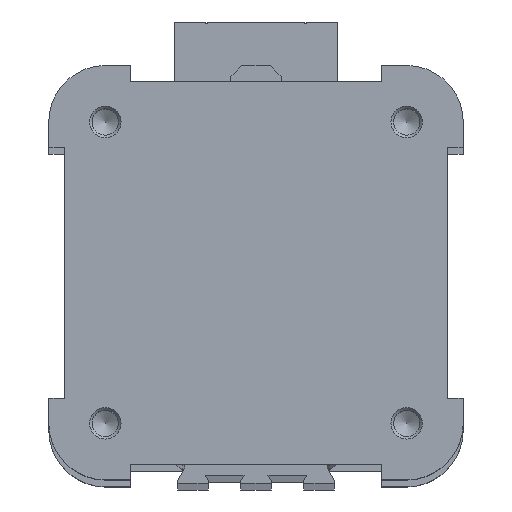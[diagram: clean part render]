
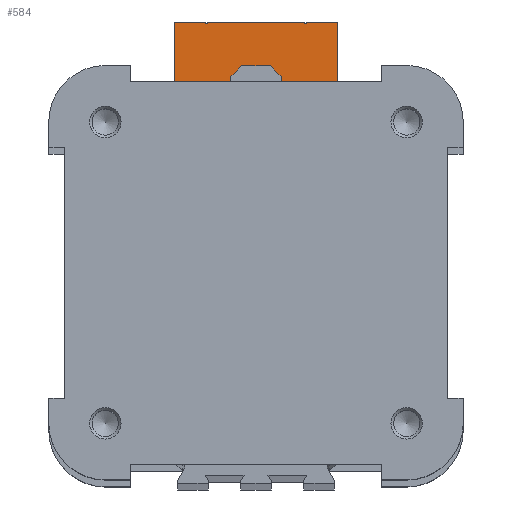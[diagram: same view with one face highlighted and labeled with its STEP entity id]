
A CAD part, top view. The second image highlights one B-rep face of the part: STEP entity #584.
In plain terms, the highlighted planar face has unit normal (0, 0, 1).
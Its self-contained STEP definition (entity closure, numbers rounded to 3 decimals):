
#584 = ADVANCED_FACE( '', ( #1234 ), #1235, .T. );
#1234 = FACE_OUTER_BOUND( '', #1974, .T. );
#1235 = PLANE( '', #1975 );
#1974 = EDGE_LOOP( '', ( #3395, #3396, #3397, #3398, #3399, #3400, #3401, #3402, #3403, #3404, #3405, #3406, #3407, #3408, #3409, #3410 ) );
#1975 = AXIS2_PLACEMENT_3D( '', #3411, #3412, #3413 );
#3395 = ORIENTED_EDGE( '', *, *, #4552, .T. );
#3396 = ORIENTED_EDGE( '', *, *, #4894, .T. );
#3397 = ORIENTED_EDGE( '', *, *, #4895, .T. );
#3398 = ORIENTED_EDGE( '', *, *, #4446, .T. );
#3399 = ORIENTED_EDGE( '', *, *, #4857, .T. );
#3400 = ORIENTED_EDGE( '', *, *, #4836, .T. );
#3401 = ORIENTED_EDGE( '', *, *, #4896, .T. );
#3402 = ORIENTED_EDGE( '', *, *, #4436, .T. );
#3403 = ORIENTED_EDGE( '', *, *, #4739, .T. );
#3404 = ORIENTED_EDGE( '', *, *, #4897, .T. );
#3405 = ORIENTED_EDGE( '', *, *, #4898, .T. );
#3406 = ORIENTED_EDGE( '', *, *, #4899, .T. );
#3407 = ORIENTED_EDGE( '', *, *, #4501, .T. );
#3408 = ORIENTED_EDGE( '', *, *, #4629, .T. );
#3409 = ORIENTED_EDGE( '', *, *, #4541, .T. );
#3410 = ORIENTED_EDGE( '', *, *, #4754, .T. );
#3411 = CARTESIAN_POINT( '', ( 0., 0., 574. ) );
#3412 = DIRECTION( '', ( 0., 0., 1. ) );
#3413 = DIRECTION( '', ( 1., 0., 0. ) );
#4436 = EDGE_CURVE( '', #5322, #5320, #5323, .T. );
#4446 = EDGE_CURVE( '', #5340, #5338, #5341, .T. );
#4501 = EDGE_CURVE( '', #5434, #5432, #5435, .T. );
#4541 = EDGE_CURVE( '', #5502, #5500, #5503, .T. );
#4552 = EDGE_CURVE( '', #5517, #5515, #5518, .T. );
#4629 = EDGE_CURVE( '', #5432, #5502, #5639, .T. );
#4739 = EDGE_CURVE( '', #5320, #5810, #5812, .T. );
#4754 = EDGE_CURVE( '', #5500, #5517, #5833, .T. );
#4836 = EDGE_CURVE( '', #5955, #5953, #5956, .T. );
#4857 = EDGE_CURVE( '', #5338, #5955, #5983, .T. );
#4894 = EDGE_CURVE( '', #5515, #6030, #6031, .T. );
#4895 = EDGE_CURVE( '', #6030, #5340, #6032, .T. );
#4896 = EDGE_CURVE( '', #5953, #5322, #6033, .T. );
#4897 = EDGE_CURVE( '', #5810, #6034, #6035, .T. );
#4898 = EDGE_CURVE( '', #6034, #6036, #6037, .T. );
#4899 = EDGE_CURVE( '', #6036, #5434, #6038, .T. );
#5320 = VERTEX_POINT( '', #6562 );
#5322 = VERTEX_POINT( '', #6565 );
#5323 = LINE( '', #6566, #6567 );
#5338 = VERTEX_POINT( '', #6588 );
#5340 = VERTEX_POINT( '', #6591 );
#5341 = LINE( '', #6592, #6593 );
#5432 = VERTEX_POINT( '', #6715 );
#5434 = VERTEX_POINT( '', #6718 );
#5435 = LINE( '', #6719, #6720 );
#5500 = VERTEX_POINT( '', #6808 );
#5502 = VERTEX_POINT( '', #6811 );
#5503 = LINE( '', #6812, #6813 );
#5515 = VERTEX_POINT( '', #6829 );
#5517 = VERTEX_POINT( '', #6832 );
#5518 = LINE( '', #6833, #6834 );
#5639 = LINE( '', #6999, #7000 );
#5810 = VERTEX_POINT( '', #7248 );
#5812 = LINE( '', #7251, #7252 );
#5833 = LINE( '', #7280, #7281 );
#5953 = VERTEX_POINT( '', #7447 );
#5955 = VERTEX_POINT( '', #7450 );
#5956 = LINE( '', #7451, #7452 );
#5983 = LINE( '', #7492, #7493 );
#6030 = VERTEX_POINT( '', #7561 );
#6031 = LINE( '', #7562, #7563 );
#6032 = CIRCLE( '', #7564, 40. );
#6033 = LINE( '', #7565, #7566 );
#6034 = VERTEX_POINT( '', #7567 );
#6035 = LINE( '', #7568, #7569 );
#6036 = VERTEX_POINT( '', #7570 );
#6037 = LINE( '', #7571, #7572 );
#6038 = LINE( '', #7573, #7574 );
#6562 = CARTESIAN_POINT( '', ( 16., 79.5, 574. ) );
#6565 = CARTESIAN_POINT( '', ( 16., 80., 574. ) );
#6566 = CARTESIAN_POINT( '', ( 16., 80., 574. ) );
#6567 = VECTOR( '', #8033, 1000. );
#6588 = CARTESIAN_POINT( '', ( 5., 52., 574. ) );
#6591 = CARTESIAN_POINT( '', ( 5., 39.686, 574. ) );
#6592 = CARTESIAN_POINT( '', ( 5., 39.686, 574. ) );
#6593 = VECTOR( '', #8041, 1000. );
#6715 = CARTESIAN_POINT( '', ( -16., 79.5, 574. ) );
#6718 = CARTESIAN_POINT( '', ( -15.5, 79.5, 574. ) );
#6719 = CARTESIAN_POINT( '', ( -15.5, 79.5, 574. ) );
#6720 = VECTOR( '', #8107, 1000. );
#6808 = CARTESIAN_POINT( '', ( -26., 80., 574. ) );
#6811 = CARTESIAN_POINT( '', ( -16., 80., 574. ) );
#6812 = CARTESIAN_POINT( '', ( -16., 80., 574. ) );
#6813 = VECTOR( '', #8156, 1000. );
#6829 = CARTESIAN_POINT( '', ( -5., 52., 574. ) );
#6832 = CARTESIAN_POINT( '', ( -26., 52., 574. ) );
#6833 = CARTESIAN_POINT( '', ( -26., 52., 574. ) );
#6834 = VECTOR( '', #8168, 1000. );
#6999 = CARTESIAN_POINT( '', ( -16., 79.5, 574. ) );
#7000 = VECTOR( '', #8255, 1000. );
#7248 = CARTESIAN_POINT( '', ( 15.5, 79.5, 574. ) );
#7251 = CARTESIAN_POINT( '', ( 16., 79.5, 574. ) );
#7252 = VECTOR( '', #8358, 1000. );
#7280 = CARTESIAN_POINT( '', ( -26., 80., 574. ) );
#7281 = VECTOR( '', #8372, 1000. );
#7447 = CARTESIAN_POINT( '', ( 26., 80., 574. ) );
#7450 = CARTESIAN_POINT( '', ( 26., 52., 574. ) );
#7451 = CARTESIAN_POINT( '', ( 26., 52., 574. ) );
#7452 = VECTOR( '', #8453, 1000. );
#7492 = CARTESIAN_POINT( '', ( -26., 52., 574. ) );
#7493 = VECTOR( '', #8470, 1000. );
#7561 = CARTESIAN_POINT( '', ( -5., 39.686, 574. ) );
#7562 = CARTESIAN_POINT( '', ( -5., 55., 574. ) );
#7563 = VECTOR( '', #8498, 1000. );
#7564 = AXIS2_PLACEMENT_3D( '', #8499, #8500, #8501 );
#7565 = CARTESIAN_POINT( '', ( 26., 80., 574. ) );
#7566 = VECTOR( '', #8502, 1000. );
#7567 = CARTESIAN_POINT( '', ( 15.5, 80., 574. ) );
#7568 = CARTESIAN_POINT( '', ( 15.5, 79.5, 574. ) );
#7569 = VECTOR( '', #8503, 1000. );
#7570 = CARTESIAN_POINT( '', ( -15.5, 80., 574. ) );
#7571 = CARTESIAN_POINT( '', ( 15.5, 80., 574. ) );
#7572 = VECTOR( '', #8504, 1000. );
#7573 = CARTESIAN_POINT( '', ( -15.5, 80., 574. ) );
#7574 = VECTOR( '', #8505, 1000. );
#8033 = DIRECTION( '', ( 0., -1., 0. ) );
#8041 = DIRECTION( '', ( 0., 1., 0. ) );
#8107 = DIRECTION( '', ( -1., 0., 0. ) );
#8156 = DIRECTION( '', ( -1., 0., 0. ) );
#8168 = DIRECTION( '', ( 1., 0., 0. ) );
#8255 = DIRECTION( '', ( 0., 1., 0. ) );
#8358 = DIRECTION( '', ( -1., 0., 0. ) );
#8372 = DIRECTION( '', ( 0., -1., 0. ) );
#8453 = DIRECTION( '', ( 0., 1., 0. ) );
#8470 = DIRECTION( '', ( 1., 0., 0. ) );
#8498 = DIRECTION( '', ( 0., -1., 0. ) );
#8499 = CARTESIAN_POINT( '', ( 0., 0., 574. ) );
#8500 = DIRECTION( '', ( 0., 0., 1. ) );
#8501 = DIRECTION( '', ( 1., 0., 0. ) );
#8502 = DIRECTION( '', ( -1., 0., 0. ) );
#8503 = DIRECTION( '', ( 0., 1., 0. ) );
#8504 = DIRECTION( '', ( -1., 0., 0. ) );
#8505 = DIRECTION( '', ( 0., -1., 0. ) );
